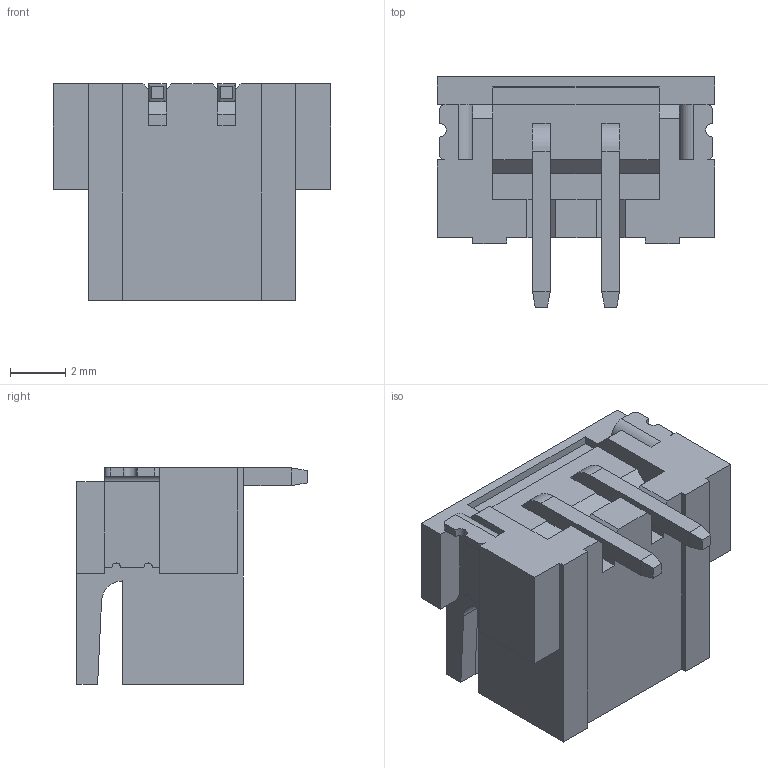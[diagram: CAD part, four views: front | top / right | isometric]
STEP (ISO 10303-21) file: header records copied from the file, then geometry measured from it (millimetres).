
FILE_DESCRIPTION (( 'STEP AP214' ), '1' );
FILE_NAME ('FWF25028-S02S24W5M-REF.STEP', '2025-08-11T07:50:30', ( '' ), ( '' ), 'SwSTEP 2.0', 'SolidWorks 2021', '' );
FILE_SCHEMA (( 'AUTOMOTIVE_DESIGN' ));
Length unit declared in the file: millimetre
Products named in the file (1): FWF25028-S02S24W5M-REF
Bounding box: 10 x 8.31 x 7.8 mm (x, y, z)
Volume: 209.5 mm3; surface area: 521.5 mm2
Topology: 1 solids, 1 shells, 201 faces, 555 edges, 350 vertices
Faces by surface type: plane 173, cylinder 28
Entity records: 6299 total; most frequent: ORIENTED_EDGE 1110, CARTESIAN_POINT 1107, DIRECTION 1019, EDGE_CURVE 555, LINE 495, VECTOR 495, VERTEX_POINT 350, AXIS2_PLACEMENT_3D 262
